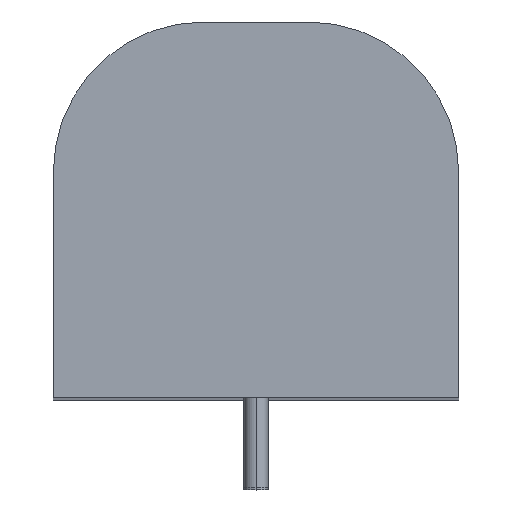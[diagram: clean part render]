
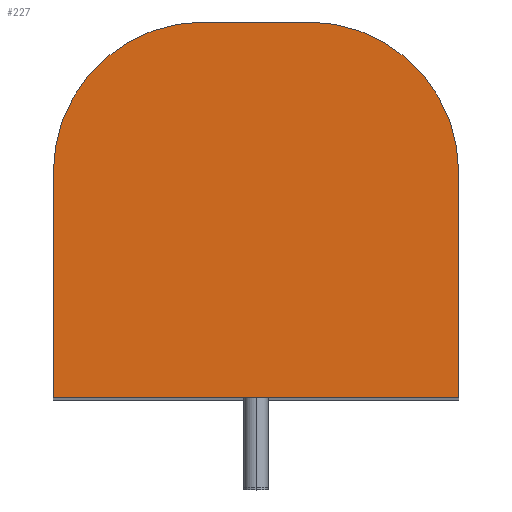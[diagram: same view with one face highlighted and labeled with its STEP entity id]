
A CAD part, top view. The second image highlights one B-rep face of the part: STEP entity #227.
In plain terms, the highlighted planar face has unit normal (0, 0, 1).
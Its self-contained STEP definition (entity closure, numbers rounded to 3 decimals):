
#37 = AXIS2_PLACEMENT_3D ( 'NONE', #482, #330, #961 ) ;
#61 = EDGE_CURVE ( 'NONE', #362, #842, #84, .T. ) ;
#71 = VECTOR ( 'NONE', #219, 1000. ) ;
#84 = LINE ( 'NONE', #617, #311 ) ;
#88 = DIRECTION ( 'NONE',  ( 0., 0., 1. ) ) ;
#115 = CARTESIAN_POINT ( 'NONE',  ( 0., 7.5, 50.5 ) ) ;
#122 = PLANE ( 'NONE',  #212 ) ;
#134 = ORIENTED_EDGE ( 'NONE', *, *, #160, .T. ) ;
#145 = ORIENTED_EDGE ( 'NONE', *, *, #654, .T. ) ;
#147 = VECTOR ( 'NONE', #176, 1000. ) ;
#149 = DIRECTION ( 'NONE',  ( 0., 0., -1. ) ) ;
#160 = EDGE_CURVE ( 'NONE', #547, #424, #660, .T. ) ;
#176 = DIRECTION ( 'NONE',  ( 0., -1., 0. ) ) ;
#212 = AXIS2_PLACEMENT_3D ( 'NONE', #863, #149, #456 ) ;
#219 = DIRECTION ( 'NONE',  ( -1., 0., 0. ) ) ;
#224 = EDGE_LOOP ( 'NONE', ( #134, #145, #359, #594, #674, #635 ) ) ;
#227 = ADVANCED_FACE ( 'NONE', ( #817 ), #122, .F. ) ;
#248 = CARTESIAN_POINT ( 'NONE',  ( 0., 0., 50.5 ) ) ;
#258 = CARTESIAN_POINT ( 'NONE',  ( 13.5, 7.5, 50.5 ) ) ;
#295 = CARTESIAN_POINT ( 'NONE',  ( 0., 0., 50.5 ) ) ;
#311 = VECTOR ( 'NONE', #679, 1000. ) ;
#317 = DIRECTION ( 'NONE',  ( -1., 0., 0. ) ) ;
#319 = VERTEX_POINT ( 'NONE', #760 ) ;
#330 = DIRECTION ( 'NONE',  ( 0., 0., 1. ) ) ;
#331 = VERTEX_POINT ( 'NONE', #374 ) ;
#359 = ORIENTED_EDGE ( 'NONE', *, *, #61, .T. ) ;
#362 = VERTEX_POINT ( 'NONE', #979 ) ;
#374 = CARTESIAN_POINT ( 'NONE',  ( 5., 12.5, 50.5 ) ) ;
#424 = VERTEX_POINT ( 'NONE', #248 ) ;
#438 = LINE ( 'NONE', #295, #714 ) ;
#447 = EDGE_CURVE ( 'NONE', #331, #547, #947, .T. ) ;
#456 = DIRECTION ( 'NONE',  ( -1., 0., 0. ) ) ;
#482 = CARTESIAN_POINT ( 'NONE',  ( 8.5, 7.5, 50.5 ) ) ;
#539 = CARTESIAN_POINT ( 'NONE',  ( 5., 7.5, 50.5 ) ) ;
#547 = VERTEX_POINT ( 'NONE', #115 ) ;
#573 = CARTESIAN_POINT ( 'NONE',  ( 0., 0., 50.5 ) ) ;
#583 = CIRCLE ( 'NONE', #37, 5. ) ;
#594 = ORIENTED_EDGE ( 'NONE', *, *, #835, .T. ) ;
#617 = CARTESIAN_POINT ( 'NONE',  ( 13.5, 0., 50.5 ) ) ;
#635 = ORIENTED_EDGE ( 'NONE', *, *, #447, .T. ) ;
#654 = EDGE_CURVE ( 'NONE', #424, #362, #438, .T. ) ;
#660 = LINE ( 'NONE', #573, #147 ) ;
#674 = ORIENTED_EDGE ( 'NONE', *, *, #695, .T. ) ;
#675 = LINE ( 'NONE', #838, #71 ) ;
#679 = DIRECTION ( 'NONE',  ( 0., 1., 0. ) ) ;
#695 = EDGE_CURVE ( 'NONE', #319, #331, #675, .T. ) ;
#714 = VECTOR ( 'NONE', #988, 1000. ) ;
#760 = CARTESIAN_POINT ( 'NONE',  ( 8.5, 12.5, 50.5 ) ) ;
#817 = FACE_OUTER_BOUND ( 'NONE', #224, .T. ) ;
#835 = EDGE_CURVE ( 'NONE', #842, #319, #583, .T. ) ;
#838 = CARTESIAN_POINT ( 'NONE',  ( 5., 12.5, 50.5 ) ) ;
#842 = VERTEX_POINT ( 'NONE', #258 ) ;
#863 = CARTESIAN_POINT ( 'NONE',  ( 5., 7.5, 50.5 ) ) ;
#883 = AXIS2_PLACEMENT_3D ( 'NONE', #539, #88, #317 ) ;
#947 = CIRCLE ( 'NONE', #883, 5. ) ;
#961 = DIRECTION ( 'NONE',  ( 1., 0., 0. ) ) ;
#979 = CARTESIAN_POINT ( 'NONE',  ( 13.5, 0., 50.5 ) ) ;
#988 = DIRECTION ( 'NONE',  ( 1., 0., 0. ) ) ;
